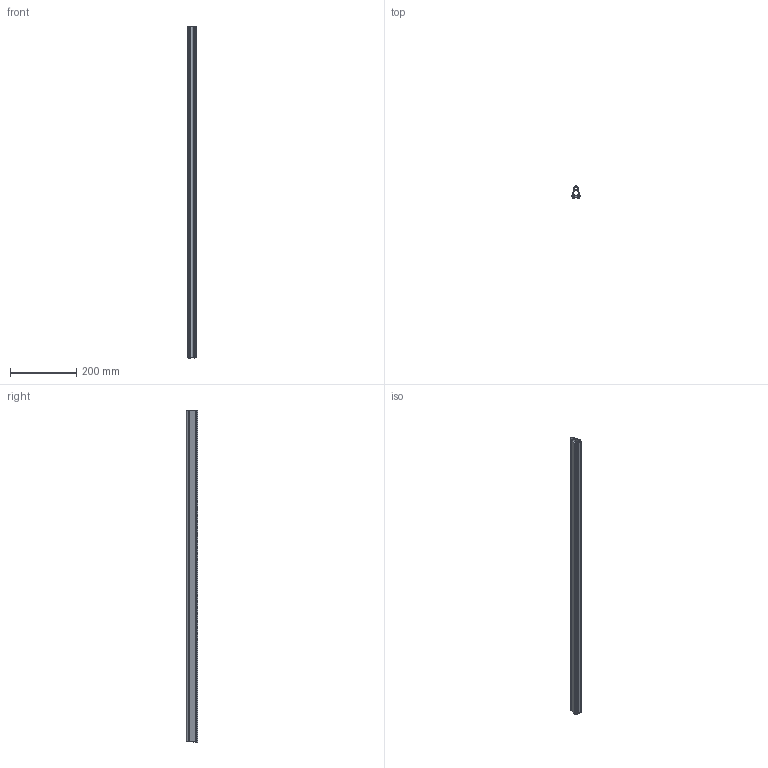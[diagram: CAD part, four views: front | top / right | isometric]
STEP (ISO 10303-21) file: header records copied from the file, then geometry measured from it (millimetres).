
FILE_DESCRIPTION((''),'2;1');
FILE_NAME('20120308_-_OSE-P_253000','2017-08-02T',('pfolte'),(''),'PRO/ENGINEER BY PARAMETRIC TECHNOLOGY CORPORATION, 2015440','PRO/ENGINEER BY PARAMETRIC TECHNOLOGY CORPORATION, 2015440','');
FILE_SCHEMA(('CONFIG_CONTROL_DESIGN'));
Length unit declared in the file: millimetre
Products named in the file (1): 20120308_-_OSE-P_253000
Bounding box: 24.58 x 35 x 1000 mm (x, y, z)
Volume: 246512.8 mm3; surface area: 230635.2 mm2
Topology: 1 solids, 1 shells, 83 faces, 243 edges, 162 vertices
Faces by surface type: plane 44, cylinder 39
Entity records: 3686 total; most frequent: CARTESIAN_POINT 717, ORIENTED_EDGE 486, DIRECTION 389, PRESENTATION_STYLE_ASSIGNMENT 244, STYLED_ITEM 244, CURVE_STYLE 243, EDGE_CURVE 243, VERTEX_POINT 162
